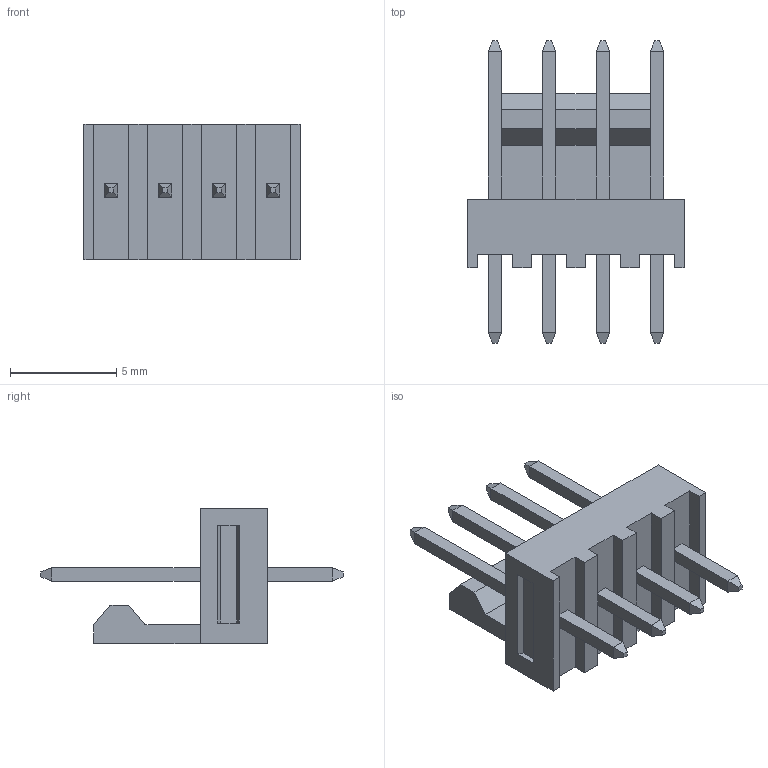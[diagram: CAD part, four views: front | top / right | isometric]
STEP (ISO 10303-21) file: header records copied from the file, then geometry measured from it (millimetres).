
FILE_DESCRIPTION(('STEP AP242'),'1');
FILE_NAME('22-11-2042.stp','2021-01-21T19:25:20',('TraceParts'),('TraceParts S.A.'),'Spatial InterOp 3D',' ',' ');
FILE_SCHEMA(('AP242_MANAGED_MODEL_BASED_3D_ENGINEERING_MIM_LF {1 0 10303 442 1 1 4}'));
Length unit declared in the file: millimetre
Products named in the file (1): 22-11-2042_1
Bounding box: 10.16 x 14.22 x 6.35 mm (x, y, z)
Volume: 239.4 mm3; surface area: 469.2 mm2
Topology: 1 solids, 1 shells, 111 faces, 273 edges, 182 vertices
Faces by surface type: plane 111
Entity records: 3189 total; most frequent: CARTESIAN_POINT 552, ORIENTED_EDGE 530, DIRECTION 507, EDGE_CURVE 265, LINE 265, VECTOR 265, VERTEX_POINT 166, AXIS2_PLACEMENT_3D 121
